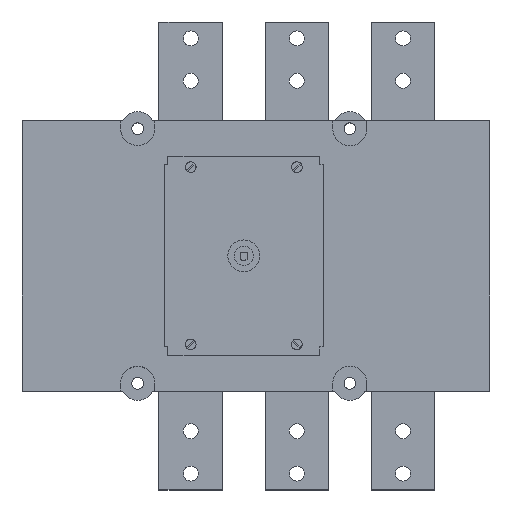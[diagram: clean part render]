
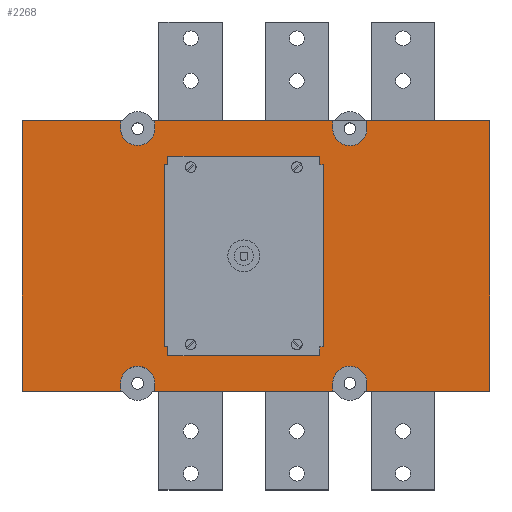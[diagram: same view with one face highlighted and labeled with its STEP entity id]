
A CAD part, top view. The second image highlights one B-rep face of the part: STEP entity #2268.
In plain terms, the highlighted planar face has unit normal (0, 0, 1).
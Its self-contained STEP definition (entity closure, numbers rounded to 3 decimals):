
#67=FACE_BOUND('',#357,.T.);
#68=FACE_BOUND('',#358,.T.);
#178=FACE_OUTER_BOUND('',#356,.T.);
#356=EDGE_LOOP('',(#1725,#1726,#1727,#1728,#1729,#1730,#1731,#1732,#1733,
#1734,#1735,#1736,#1737,#1738,#1739,#1740));
#357=EDGE_LOOP('',(#1741,#1742,#1743,#1744,#1745,#1746,#1747,#1748,#1749,
#1750,#1751,#1752));
#358=EDGE_LOOP('',(#1753,#1754,#1755,#1756));
#560=LINE('',#3756,#804);
#562=LINE('',#3761,#806);
#563=LINE('',#3763,#807);
#564=LINE('',#3765,#808);
#565=LINE('',#3767,#809);
#566=LINE('',#3769,#810);
#567=LINE('',#3773,#811);
#568=LINE('',#3774,#812);
#569=LINE('',#3776,#813);
#570=LINE('',#3778,#814);
#571=LINE('',#3782,#815);
#572=LINE('',#3784,#816);
#573=LINE('',#3786,#817);
#574=LINE('',#3790,#818);
#575=LINE('',#3792,#819);
#576=LINE('',#3794,#820);
#577=LINE('',#3796,#821);
#578=LINE('',#3798,#822);
#579=LINE('',#3800,#823);
#580=LINE('',#3802,#824);
#581=LINE('',#3804,#825);
#582=LINE('',#3806,#826);
#583=LINE('',#3808,#827);
#584=LINE('',#3810,#828);
#585=LINE('',#3811,#829);
#586=LINE('',#3816,#830);
#587=LINE('',#3818,#831);
#588=LINE('',#3819,#832);
#804=VECTOR('',#3037,10.);
#806=VECTOR('',#3041,10.);
#807=VECTOR('',#3042,10.);
#808=VECTOR('',#3043,10.);
#809=VECTOR('',#3044,10.);
#810=VECTOR('',#3045,10.);
#811=VECTOR('',#3048,10.);
#812=VECTOR('',#3049,10.);
#813=VECTOR('',#3050,10.);
#814=VECTOR('',#3051,10.);
#815=VECTOR('',#3054,10.);
#816=VECTOR('',#3055,10.);
#817=VECTOR('',#3056,10.);
#818=VECTOR('',#3059,10.);
#819=VECTOR('',#3060,10.);
#820=VECTOR('',#3061,10.);
#821=VECTOR('',#3062,10.);
#822=VECTOR('',#3063,10.);
#823=VECTOR('',#3064,10.);
#824=VECTOR('',#3065,10.);
#825=VECTOR('',#3066,10.);
#826=VECTOR('',#3067,10.);
#827=VECTOR('',#3068,10.);
#828=VECTOR('',#3069,10.);
#829=VECTOR('',#3070,10.);
#830=VECTOR('',#3073,10.);
#831=VECTOR('',#3074,10.);
#832=VECTOR('',#3075,10.);
#1057=VERTEX_POINT('',#3753);
#1058=VERTEX_POINT('',#3755);
#1059=VERTEX_POINT('',#3759);
#1060=VERTEX_POINT('',#3760);
#1061=VERTEX_POINT('',#3762);
#1062=VERTEX_POINT('',#3764);
#1063=VERTEX_POINT('',#3766);
#1064=VERTEX_POINT('',#3768);
#1065=VERTEX_POINT('',#3770);
#1066=VERTEX_POINT('',#3772);
#1067=VERTEX_POINT('',#3775);
#1068=VERTEX_POINT('',#3777);
#1069=VERTEX_POINT('',#3779);
#1070=VERTEX_POINT('',#3781);
#1071=VERTEX_POINT('',#3783);
#1072=VERTEX_POINT('',#3785);
#1073=VERTEX_POINT('',#3788);
#1074=VERTEX_POINT('',#3789);
#1075=VERTEX_POINT('',#3791);
#1076=VERTEX_POINT('',#3793);
#1077=VERTEX_POINT('',#3795);
#1078=VERTEX_POINT('',#3797);
#1079=VERTEX_POINT('',#3799);
#1080=VERTEX_POINT('',#3801);
#1081=VERTEX_POINT('',#3803);
#1082=VERTEX_POINT('',#3805);
#1083=VERTEX_POINT('',#3807);
#1084=VERTEX_POINT('',#3809);
#1085=VERTEX_POINT('',#3812);
#1086=VERTEX_POINT('',#3813);
#1087=VERTEX_POINT('',#3815);
#1088=VERTEX_POINT('',#3817);
#1316=EDGE_CURVE('',#1057,#1058,#560,.T.);
#1318=EDGE_CURVE('',#1059,#1060,#562,.T.);
#1319=EDGE_CURVE('',#1061,#1060,#563,.T.);
#1320=EDGE_CURVE('',#1062,#1061,#564,.T.);
#1321=EDGE_CURVE('',#1063,#1062,#565,.T.);
#1322=EDGE_CURVE('',#1063,#1064,#566,.T.);
#1323=EDGE_CURVE('',#1064,#1065,#2436,.T.);
#1324=EDGE_CURVE('',#1065,#1066,#567,.T.);
#1325=EDGE_CURVE('',#1058,#1066,#568,.T.);
#1326=EDGE_CURVE('',#1067,#1057,#569,.T.);
#1327=EDGE_CURVE('',#1067,#1068,#570,.T.);
#1328=EDGE_CURVE('',#1068,#1069,#2437,.T.);
#1329=EDGE_CURVE('',#1069,#1070,#571,.T.);
#1330=EDGE_CURVE('',#1071,#1070,#572,.T.);
#1331=EDGE_CURVE('',#1071,#1072,#573,.T.);
#1332=EDGE_CURVE('',#1072,#1059,#2438,.T.);
#1333=EDGE_CURVE('',#1073,#1074,#574,.T.);
#1334=EDGE_CURVE('',#1074,#1075,#575,.T.);
#1335=EDGE_CURVE('',#1075,#1076,#576,.T.);
#1336=EDGE_CURVE('',#1076,#1077,#577,.T.);
#1337=EDGE_CURVE('',#1077,#1078,#578,.T.);
#1338=EDGE_CURVE('',#1078,#1079,#579,.T.);
#1339=EDGE_CURVE('',#1079,#1080,#580,.T.);
#1340=EDGE_CURVE('',#1080,#1081,#581,.T.);
#1341=EDGE_CURVE('',#1081,#1082,#582,.T.);
#1342=EDGE_CURVE('',#1082,#1083,#583,.T.);
#1343=EDGE_CURVE('',#1083,#1084,#584,.T.);
#1344=EDGE_CURVE('',#1084,#1073,#585,.T.);
#1345=EDGE_CURVE('',#1085,#1086,#2439,.T.);
#1346=EDGE_CURVE('',#1086,#1087,#586,.T.);
#1347=EDGE_CURVE('',#1087,#1088,#587,.T.);
#1348=EDGE_CURVE('',#1088,#1085,#588,.T.);
#1725=ORIENTED_EDGE('',*,*,#1318,.T.);
#1726=ORIENTED_EDGE('',*,*,#1319,.F.);
#1727=ORIENTED_EDGE('',*,*,#1320,.F.);
#1728=ORIENTED_EDGE('',*,*,#1321,.F.);
#1729=ORIENTED_EDGE('',*,*,#1322,.T.);
#1730=ORIENTED_EDGE('',*,*,#1323,.T.);
#1731=ORIENTED_EDGE('',*,*,#1324,.T.);
#1732=ORIENTED_EDGE('',*,*,#1325,.F.);
#1733=ORIENTED_EDGE('',*,*,#1316,.F.);
#1734=ORIENTED_EDGE('',*,*,#1326,.F.);
#1735=ORIENTED_EDGE('',*,*,#1327,.T.);
#1736=ORIENTED_EDGE('',*,*,#1328,.T.);
#1737=ORIENTED_EDGE('',*,*,#1329,.T.);
#1738=ORIENTED_EDGE('',*,*,#1330,.F.);
#1739=ORIENTED_EDGE('',*,*,#1331,.T.);
#1740=ORIENTED_EDGE('',*,*,#1332,.T.);
#1741=ORIENTED_EDGE('',*,*,#1333,.T.);
#1742=ORIENTED_EDGE('',*,*,#1334,.T.);
#1743=ORIENTED_EDGE('',*,*,#1335,.T.);
#1744=ORIENTED_EDGE('',*,*,#1336,.T.);
#1745=ORIENTED_EDGE('',*,*,#1337,.T.);
#1746=ORIENTED_EDGE('',*,*,#1338,.T.);
#1747=ORIENTED_EDGE('',*,*,#1339,.T.);
#1748=ORIENTED_EDGE('',*,*,#1340,.T.);
#1749=ORIENTED_EDGE('',*,*,#1341,.T.);
#1750=ORIENTED_EDGE('',*,*,#1342,.T.);
#1751=ORIENTED_EDGE('',*,*,#1343,.T.);
#1752=ORIENTED_EDGE('',*,*,#1344,.T.);
#1753=ORIENTED_EDGE('',*,*,#1345,.T.);
#1754=ORIENTED_EDGE('',*,*,#1346,.T.);
#1755=ORIENTED_EDGE('',*,*,#1347,.T.);
#1756=ORIENTED_EDGE('',*,*,#1348,.T.);
#2148=PLANE('',#2585);
#2268=ADVANCED_FACE('',(#178,#67,#68),#2148,.T.);
#2436=CIRCLE('',#2586,16.);
#2437=CIRCLE('',#2587,16.);
#2438=CIRCLE('',#2588,16.139);
#2439=CIRCLE('',#2589,16.14);
#2585=AXIS2_PLACEMENT_3D('',#3758,#3039,#3040);
#2586=AXIS2_PLACEMENT_3D('',#3771,#3046,#3047);
#2587=AXIS2_PLACEMENT_3D('',#3780,#3052,#3053);
#2588=AXIS2_PLACEMENT_3D('',#3787,#3057,#3058);
#2589=AXIS2_PLACEMENT_3D('',#3814,#3071,#3072);
#3037=DIRECTION('',(0.,1.,0.));
#3039=DIRECTION('center_axis',(0.,0.,1.));
#3040=DIRECTION('ref_axis',(1.,0.,0.));
#3041=DIRECTION('',(0.,-1.,0.));
#3042=DIRECTION('',(-1.,0.,0.));
#3043=DIRECTION('',(0.,-1.,0.));
#3044=DIRECTION('',(1.,0.,0.));
#3045=DIRECTION('',(0.,-1.,0.));
#3046=DIRECTION('center_axis',(0.,0.,-1.));
#3047=DIRECTION('ref_axis',(1.,0.,0.));
#3048=DIRECTION('',(0.,1.,0.));
#3049=DIRECTION('',(1.,0.,0.));
#3050=DIRECTION('',(-1.,0.,0.));
#3051=DIRECTION('',(0.,1.,0.));
#3052=DIRECTION('center_axis',(0.,0.,-1.));
#3053=DIRECTION('ref_axis',(1.,0.,0.));
#3054=DIRECTION('',(0.,-1.,0.));
#3055=DIRECTION('',(-1.,0.,0.));
#3056=DIRECTION('',(0.,1.,0.));
#3057=DIRECTION('center_axis',(0.,0.,-1.));
#3058=DIRECTION('ref_axis',(-0.983,-0.185,0.));
#3059=DIRECTION('',(0.,-1.,0.));
#3060=DIRECTION('',(1.,0.,0.));
#3061=DIRECTION('',(0.,-1.,0.));
#3062=DIRECTION('',(-1.,0.,0.));
#3063=DIRECTION('',(0.,-1.,0.));
#3064=DIRECTION('',(-1.,0.,0.));
#3065=DIRECTION('',(0.,1.,0.));
#3066=DIRECTION('',(-1.,0.,0.));
#3067=DIRECTION('',(0.,1.,0.));
#3068=DIRECTION('',(1.,0.,0.));
#3069=DIRECTION('',(0.,1.,0.));
#3070=DIRECTION('',(1.,0.,0.));
#3071=DIRECTION('center_axis',(0.,0.,-1.));
#3072=DIRECTION('ref_axis',(1.,0.007,0.));
#3073=DIRECTION('',(0.,1.,0.));
#3074=DIRECTION('',(1.,0.,0.));
#3075=DIRECTION('',(0.,-1.,0.));
#3753=CARTESIAN_POINT('',(0.,-127.5,103.));
#3755=CARTESIAN_POINT('',(0.,127.5,103.));
#3756=CARTESIAN_POINT('',(0.,127.5,103.));
#3758=CARTESIAN_POINT('Origin',(220.5,0.,103.));
#3759=CARTESIAN_POINT('',(324.861,-117.015,103.));
#3760=CARTESIAN_POINT('',(324.861,-127.5,103.));
#3761=CARTESIAN_POINT('',(324.861,-63.75,103.));
#3762=CARTESIAN_POINT('',(441.,-127.5,103.));
#3763=CARTESIAN_POINT('',(0.,-127.5,103.));
#3764=CARTESIAN_POINT('',(441.,127.5,103.));
#3765=CARTESIAN_POINT('',(441.,-127.5,103.));
#3766=CARTESIAN_POINT('',(125.,127.5,103.));
#3767=CARTESIAN_POINT('',(441.,127.5,103.));
#3768=CARTESIAN_POINT('',(125.,120.,103.));
#3769=CARTESIAN_POINT('',(125.,60.,103.));
#3770=CARTESIAN_POINT('',(93.,120.,103.));
#3771=CARTESIAN_POINT('Origin',(109.,120.,103.));
#3772=CARTESIAN_POINT('',(93.,127.5,103.));
#3773=CARTESIAN_POINT('',(93.,63.75,103.));
#3774=CARTESIAN_POINT('',(441.,127.5,103.));
#3775=CARTESIAN_POINT('',(93.,-127.5,103.));
#3776=CARTESIAN_POINT('',(0.,-127.5,103.));
#3777=CARTESIAN_POINT('',(93.,-120.,103.));
#3778=CARTESIAN_POINT('',(93.,-60.,103.));
#3779=CARTESIAN_POINT('',(125.,-120.,103.));
#3780=CARTESIAN_POINT('Origin',(109.,-120.,103.));
#3781=CARTESIAN_POINT('',(125.,-127.5,103.));
#3782=CARTESIAN_POINT('',(125.,-63.75,103.));
#3783=CARTESIAN_POINT('',(292.861,-127.5,103.));
#3784=CARTESIAN_POINT('',(0.,-127.5,103.));
#3785=CARTESIAN_POINT('',(292.861,-120.,103.));
#3786=CARTESIAN_POINT('',(292.861,-60.,103.));
#3787=CARTESIAN_POINT('Origin',(309.,-120.,103.));
#3788=CARTESIAN_POINT('',(280.5,94.,103.));
#3789=CARTESIAN_POINT('',(280.5,85.8,103.));
#3790=CARTESIAN_POINT('',(280.5,47.,103.));
#3791=CARTESIAN_POINT('',(284.,85.8,103.));
#3792=CARTESIAN_POINT('',(250.5,85.8,103.));
#3793=CARTESIAN_POINT('',(284.,-85.8,103.));
#3794=CARTESIAN_POINT('',(284.,42.9,103.));
#3795=CARTESIAN_POINT('',(280.5,-85.8,103.));
#3796=CARTESIAN_POINT('',(252.25,-85.8,103.));
#3797=CARTESIAN_POINT('',(280.5,-94.,103.));
#3798=CARTESIAN_POINT('',(280.5,-42.9,103.));
#3799=CARTESIAN_POINT('',(137.5,-94.,103.));
#3800=CARTESIAN_POINT('',(250.5,-94.,103.));
#3801=CARTESIAN_POINT('',(137.5,-85.8,103.));
#3802=CARTESIAN_POINT('',(137.5,-47.,103.));
#3803=CARTESIAN_POINT('',(134.,-85.8,103.));
#3804=CARTESIAN_POINT('',(179.,-85.8,103.));
#3805=CARTESIAN_POINT('',(134.,85.8,103.));
#3806=CARTESIAN_POINT('',(134.,-42.9,103.));
#3807=CARTESIAN_POINT('',(137.5,85.8,103.));
#3808=CARTESIAN_POINT('',(177.25,85.8,103.));
#3809=CARTESIAN_POINT('',(137.5,94.,103.));
#3810=CARTESIAN_POINT('',(137.5,42.9,103.));
#3811=CARTESIAN_POINT('',(179.,94.,103.));
#3812=CARTESIAN_POINT('',(324.861,117.013,103.));
#3813=CARTESIAN_POINT('',(292.861,119.894,103.));
#3814=CARTESIAN_POINT('Origin',(309.,120.,103.));
#3815=CARTESIAN_POINT('',(292.861,127.394,103.));
#3816=CARTESIAN_POINT('',(292.861,63.697,103.));
#3817=CARTESIAN_POINT('',(324.861,127.394,103.));
#3818=CARTESIAN_POINT('',(272.68,127.394,103.));
#3819=CARTESIAN_POINT('',(324.861,58.507,103.));
